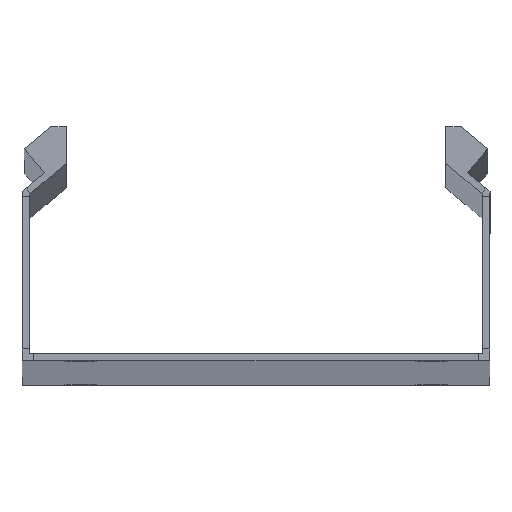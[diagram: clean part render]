
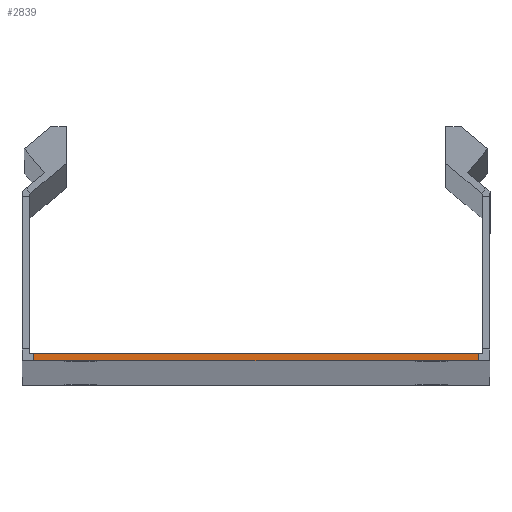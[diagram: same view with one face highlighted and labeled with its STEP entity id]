
A CAD part, top view. The second image highlights one B-rep face of the part: STEP entity #2839.
In plain terms, the highlighted planar face has unit normal (0, 0, 1).
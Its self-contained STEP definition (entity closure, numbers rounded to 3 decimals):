
#140 = EDGE_LOOP ( 'NONE', ( #2768, #2343, #3527, #611 ) ) ;
#236 = FACE_OUTER_BOUND ( 'NONE', #140, .T. ) ;
#611 = ORIENTED_EDGE ( 'NONE', *, *, #2076, .T. ) ;
#655 = VERTEX_POINT ( 'NONE', #2710 ) ;
#670 = AXIS2_PLACEMENT_3D ( 'NONE', #3624, #3984, #1262 ) ;
#760 = CARTESIAN_POINT ( 'NONE',  ( -47.5, 1.5, 1500. ) ) ;
#775 = CARTESIAN_POINT ( 'NONE',  ( -50., 0., 1500. ) ) ;
#790 = VECTOR ( 'NONE', #2858, 1000. ) ;
#807 = VERTEX_POINT ( 'NONE', #3052 ) ;
#876 = VECTOR ( 'NONE', #3153, 1000. ) ;
#1262 = DIRECTION ( 'NONE',  ( 1., 0., 0. ) ) ;
#1531 = PLANE ( 'NONE',  #670 ) ;
#1619 = VECTOR ( 'NONE', #2535, 1000. ) ;
#1780 = EDGE_CURVE ( 'NONE', #807, #655, #4384, .T. ) ;
#1830 = CARTESIAN_POINT ( 'NONE',  ( -47.5, 1.5, 1500. ) ) ;
#1832 = LINE ( 'NONE', #775, #1619 ) ;
#2076 = EDGE_CURVE ( 'NONE', #2725, #2421, #2670, .T. ) ;
#2343 = ORIENTED_EDGE ( 'NONE', *, *, #1780, .T. ) ;
#2421 = VERTEX_POINT ( 'NONE', #4120 ) ;
#2535 = DIRECTION ( 'NONE',  ( -1., 0., 0. ) ) ;
#2670 = LINE ( 'NONE', #760, #790 ) ;
#2710 = CARTESIAN_POINT ( 'NONE',  ( 47.5, 1.5, 1500. ) ) ;
#2725 = VERTEX_POINT ( 'NONE', #1830 ) ;
#2768 = ORIENTED_EDGE ( 'NONE', *, *, #3344, .F. ) ;
#2839 = ADVANCED_FACE ( 'NONE', ( #236 ), #1531, .T. ) ;
#2858 = DIRECTION ( 'NONE',  ( 0., -1., 0. ) ) ;
#2874 = LINE ( 'NONE', #4574, #876 ) ;
#2972 = DIRECTION ( 'NONE',  ( 0., 1., 0. ) ) ;
#3014 = CARTESIAN_POINT ( 'NONE',  ( 47.5, 0., 1500. ) ) ;
#3052 = CARTESIAN_POINT ( 'NONE',  ( 47.5, 0., 1500. ) ) ;
#3153 = DIRECTION ( 'NONE',  ( -1., 0., 0. ) ) ;
#3344 = EDGE_CURVE ( 'NONE', #807, #2421, #1832, .T. ) ;
#3527 = ORIENTED_EDGE ( 'NONE', *, *, #4466, .T. ) ;
#3624 = CARTESIAN_POINT ( 'NONE',  ( 48.5, 2.5, 1500. ) ) ;
#3984 = DIRECTION ( 'NONE',  ( 0., 0., 1. ) ) ;
#4120 = CARTESIAN_POINT ( 'NONE',  ( -47.5, 0., 1500. ) ) ;
#4335 = VECTOR ( 'NONE', #2972, 1000. ) ;
#4384 = LINE ( 'NONE', #3014, #4335 ) ;
#4466 = EDGE_CURVE ( 'NONE', #655, #2725, #2874, .T. ) ;
#4574 = CARTESIAN_POINT ( 'NONE',  ( -50., 1.5, 1500. ) ) ;
